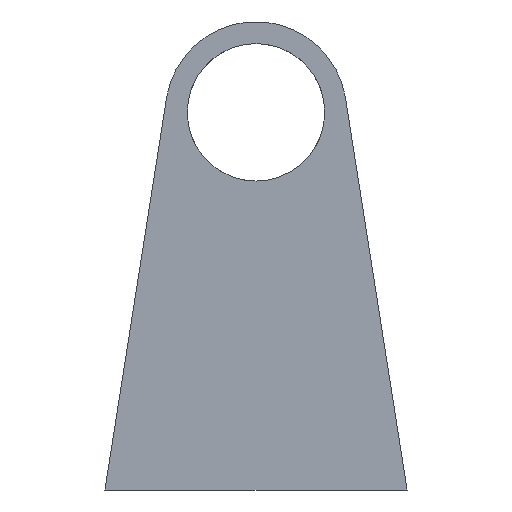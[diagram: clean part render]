
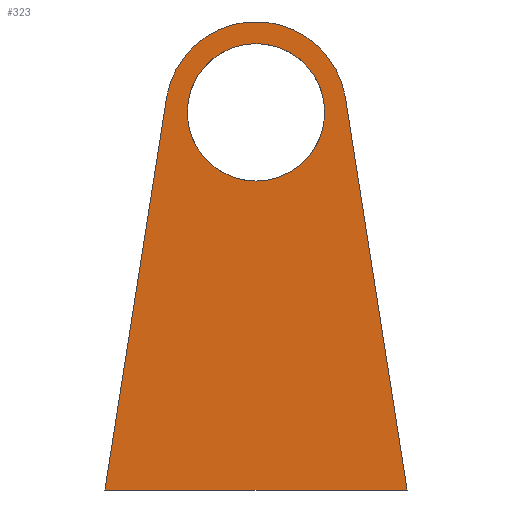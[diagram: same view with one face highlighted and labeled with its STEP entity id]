
A CAD part, front view. The second image highlights one B-rep face of the part: STEP entity #323.
In plain terms, the highlighted planar face has unit normal (0, -1, 0).
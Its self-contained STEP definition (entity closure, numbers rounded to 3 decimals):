
#19=FACE_BOUND('',#140,.T.);
#31=CIRCLE('',#358,4.55);
#32=CIRCLE('',#360,6.);
#55=LINE('',#561,#85);
#58=LINE('',#566,#88);
#60=LINE('',#570,#90);
#85=VECTOR('',#420,10.);
#88=VECTOR('',#425,10.);
#90=VECTOR('',#429,10.);
#103=PLANE('',#361);
#119=FACE_OUTER_BOUND('',#139,.T.);
#139=EDGE_LOOP('',(#302,#303,#304,#305));
#140=EDGE_LOOP('',(#306));
#170=VERTEX_POINT('',#559);
#171=VERTEX_POINT('',#560);
#172=VERTEX_POINT('',#565);
#173=VERTEX_POINT('',#569);
#174=VERTEX_POINT('',#573);
#209=EDGE_CURVE('',#170,#171,#55,.T.);
#212=EDGE_CURVE('',#171,#172,#58,.T.);
#214=EDGE_CURVE('',#170,#173,#60,.T.);
#217=EDGE_CURVE('',#174,#174,#31,.F.);
#218=EDGE_CURVE('',#173,#172,#32,.T.);
#302=ORIENTED_EDGE('',*,*,#218,.F.);
#303=ORIENTED_EDGE('',*,*,#214,.F.);
#304=ORIENTED_EDGE('',*,*,#209,.T.);
#305=ORIENTED_EDGE('',*,*,#212,.T.);
#306=ORIENTED_EDGE('',*,*,#217,.F.);
#323=ADVANCED_FACE('',(#119,#19),#103,.F.);
#358=AXIS2_PLACEMENT_3D('',#575,#434,#435);
#360=AXIS2_PLACEMENT_3D('',#577,#438,#439);
#361=AXIS2_PLACEMENT_3D('',#578,#440,#441);
#420=DIRECTION('',(1.,0.,0.));
#425=DIRECTION('',(-0.155,0.,0.988));
#429=DIRECTION('',(0.155,0.,0.988));
#434=DIRECTION('center_axis',(0.,1.,0.));
#435=DIRECTION('ref_axis',(1.,0.,0.));
#438=DIRECTION('center_axis',(0.,1.,0.));
#439=DIRECTION('ref_axis',(1.,0.,0.));
#440=DIRECTION('center_axis',(0.,1.,0.));
#441=DIRECTION('ref_axis',(1.,0.,0.));
#559=CARTESIAN_POINT('',(-10.,0.,-25.));
#560=CARTESIAN_POINT('',(10.,0.,-25.));
#561=CARTESIAN_POINT('',(-10.,0.,-25.));
#565=CARTESIAN_POINT('',(5.927,0.,0.931));
#566=CARTESIAN_POINT('',(10.,0.,-25.));
#569=CARTESIAN_POINT('',(-5.927,0.,0.931));
#570=CARTESIAN_POINT('',(-10.,0.,-25.));
#573=CARTESIAN_POINT('',(-4.55,0.,0.));
#575=CARTESIAN_POINT('Origin',(0.,0.,0.));
#577=CARTESIAN_POINT('Origin',(0.,0.,0.));
#578=CARTESIAN_POINT('Origin',(0.,0.,0.));
